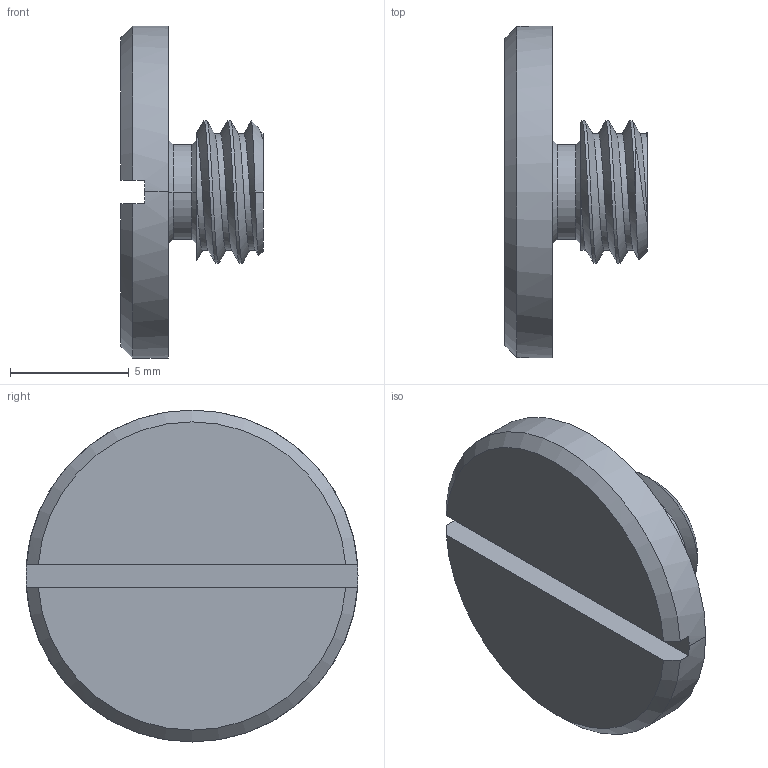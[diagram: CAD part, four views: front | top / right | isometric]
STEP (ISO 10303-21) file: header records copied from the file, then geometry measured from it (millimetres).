
FILE_DESCRIPTION (( 'STEP AP214' ), '1' );
FILE_NAME ('P00168P00.STEP', '2019-10-01T15:23:50', ( '' ), ( '' ), 'SwSTEP 2.0', 'SolidWorks 2018', '' );
FILE_SCHEMA (( 'AUTOMOTIVE_DESIGN' ));
Length unit declared in the file: millimetre
Products named in the file (2): P00168P00
Bounding box: 6 x 14 x 14 mm (x, y, z)
Volume: 368 mm3; surface area: 514.3 mm2
Topology: 1 solids, 1 shells, 30 faces, 74 edges, 48 vertices
Faces by surface type: cylinder 10, cone 9, plane 8, bspline 3
Entity records: 1605 total; most frequent: CARTESIAN_POINT 903, ORIENTED_EDGE 148, DIRECTION 127, EDGE_CURVE 74, AXIS2_PLACEMENT_3D 52, VERTEX_POINT 48, EDGE_LOOP 32, ADVANCED_FACE 30
